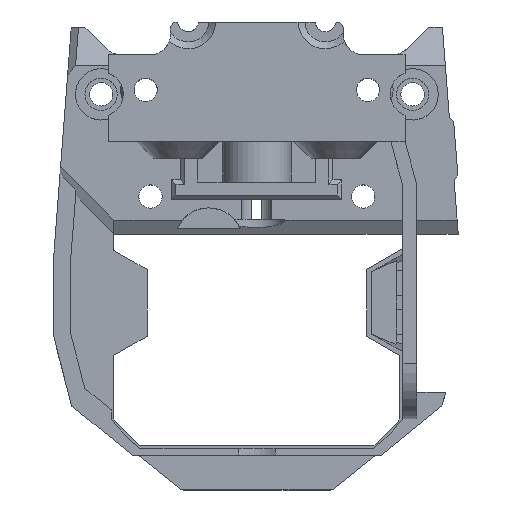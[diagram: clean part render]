
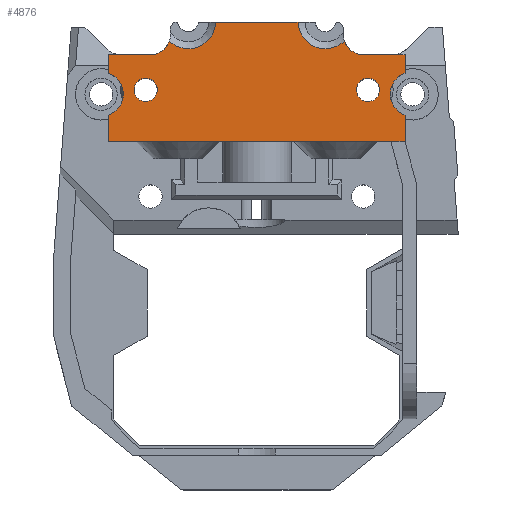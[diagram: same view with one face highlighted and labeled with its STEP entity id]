
A CAD part, top view. The second image highlights one B-rep face of the part: STEP entity #4876.
In plain terms, the highlighted planar face has unit normal (0, 0, 1).
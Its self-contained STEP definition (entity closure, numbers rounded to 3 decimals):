
#21 = CARTESIAN_POINT ( 'NONE',  ( 105.099, -121.805, 153.3 ) ) ;
#48 = DIRECTION ( 'NONE',  ( 0., 0., -1. ) ) ;
#72 = CARTESIAN_POINT ( 'NONE',  ( 148.299, -126.605, 153.3 ) ) ;
#77 = CIRCLE ( 'NONE', #3749, 3. ) ;
#181 = VECTOR ( 'NONE', #5581, 1000. ) ;
#321 = EDGE_CURVE ( 'NONE', #2415, #2415, #6213, .T. ) ;
#397 = VECTOR ( 'NONE', #2590, 1000. ) ;
#476 = CARTESIAN_POINT ( 'NONE',  ( 113.932, -124.593, 153.3 ) ) ;
#601 = ORIENTED_EDGE ( 'NONE', *, *, #1545, .T. ) ;
#634 = AXIS2_PLACEMENT_3D ( 'NONE', #5633, #9458, #7865 ) ;
#642 = VERTEX_POINT ( 'NONE', #72 ) ;
#702 = DIRECTION ( 'NONE',  ( 0., 1., 0. ) ) ;
#748 = FACE_OUTER_BOUND ( 'NONE', #2798, .T. ) ;
#763 = EDGE_CURVE ( 'NONE', #877, #5008, #3507, .T. ) ;
#877 = VERTEX_POINT ( 'NONE', #476 ) ;
#1012 = EDGE_CURVE ( 'NONE', #5323, #5323, #6220, .T. ) ;
#1089 = VERTEX_POINT ( 'NONE', #4063 ) ;
#1105 = LINE ( 'NONE', #2922, #6228 ) ;
#1308 = EDGE_CURVE ( 'NONE', #6879, #2512, #2235, .T. ) ;
#1316 = CARTESIAN_POINT ( 'NONE',  ( 139.467, -124.593, 153.3 ) ) ;
#1338 = VECTOR ( 'NONE', #7568, 1000. ) ;
#1545 = EDGE_CURVE ( 'NONE', #642, #6879, #1105, .T. ) ;
#1553 = DIRECTION ( 'NONE',  ( 1., 0., 0. ) ) ;
#1717 = DIRECTION ( 'NONE',  ( 1., 0., 0. ) ) ;
#1800 = DIRECTION ( 'NONE',  ( 0., 0., -1. ) ) ;
#1845 = CIRCLE ( 'NONE', #4869, 3.25 ) ;
#1890 = ORIENTED_EDGE ( 'NONE', *, *, #763, .F. ) ;
#1913 = ORIENTED_EDGE ( 'NONE', *, *, #1308, .T. ) ;
#2029 = EDGE_LOOP ( 'NONE', ( #7074 ) ) ;
#2085 = CARTESIAN_POINT ( 'NONE',  ( 105.099, -192.144, 153.3 ) ) ;
#2235 = CIRCLE ( 'NONE', #7492, 3. ) ;
#2339 = ORIENTED_EDGE ( 'NONE', *, *, #6633, .F. ) ;
#2355 = CARTESIAN_POINT ( 'NONE',  ( 105.099, -126.605, 153.3 ) ) ;
#2399 = ORIENTED_EDGE ( 'NONE', *, *, #5389, .F. ) ;
#2415 = VERTEX_POINT ( 'NONE', #7697 ) ;
#2459 = VERTEX_POINT ( 'NONE', #3462 ) ;
#2512 = VERTEX_POINT ( 'NONE', #1316 ) ;
#2590 = DIRECTION ( 'NONE',  ( 0., 1., 0. ) ) ;
#2712 = CARTESIAN_POINT ( 'NONE',  ( 105.099, -129.247, 153.3 ) ) ;
#2736 = DIRECTION ( 'NONE',  ( 1., 0., 0. ) ) ;
#2746 = DIRECTION ( 'NONE',  ( 0., 0., 1. ) ) ;
#2753 = CIRCLE ( 'NONE', #9437, 4. ) ;
#2798 = EDGE_LOOP ( 'NONE', ( #3283, #4373, #1890, #6662, #6503, #2893, #9027, #7969, #2339, #7141, #2399, #5804, #601, #1913 ) ) ;
#2893 = ORIENTED_EDGE ( 'NONE', *, *, #4482, .F. ) ;
#2922 = CARTESIAN_POINT ( 'NONE',  ( 142.299, -126.605, 153.3 ) ) ;
#2952 = EDGE_LOOP ( 'NONE', ( #3347 ) ) ;
#2975 = EDGE_CURVE ( 'NONE', #6506, #2459, #7911, .T. ) ;
#2976 = VERTEX_POINT ( 'NONE', #8619 ) ;
#3283 = ORIENTED_EDGE ( 'NONE', *, *, #5034, .T. ) ;
#3347 = ORIENTED_EDGE ( 'NONE', *, *, #1012, .F. ) ;
#3354 = CARTESIAN_POINT ( 'NONE',  ( 148.299, -129.247, 153.3 ) ) ;
#3462 = CARTESIAN_POINT ( 'NONE',  ( 111.099, -126.605, 153.3 ) ) ;
#3507 = CIRCLE ( 'NONE', #4781, 4. ) ;
#3572 = EDGE_CURVE ( 'NONE', #5211, #642, #5653, .T. ) ;
#3749 = AXIS2_PLACEMENT_3D ( 'NONE', #9562, #2746, #8837 ) ;
#3755 = CARTESIAN_POINT ( 'NONE',  ( 103.999, -132.305, 153.3 ) ) ;
#3783 = CARTESIAN_POINT ( 'NONE',  ( 105.099, -139.205, 153.3 ) ) ;
#3992 = DIRECTION ( 'NONE',  ( 1., 0., 0. ) ) ;
#4063 = CARTESIAN_POINT ( 'NONE',  ( 148.299, -135.363, 153.3 ) ) ;
#4076 = DIRECTION ( 'NONE',  ( 0., 0., 1. ) ) ;
#4373 = ORIENTED_EDGE ( 'NONE', *, *, #7382, .F. ) ;
#4397 = PLANE ( 'NONE',  #9119 ) ;
#4482 = EDGE_CURVE ( 'NONE', #5846, #6506, #8298, .T. ) ;
#4518 = DIRECTION ( 'NONE',  ( 0., 1., 0. ) ) ;
#4613 = AXIS2_PLACEMENT_3D ( 'NONE', #7005, #4699, #1717 ) ;
#4699 = DIRECTION ( 'NONE',  ( 0., 0., 1. ) ) ;
#4781 = AXIS2_PLACEMENT_3D ( 'NONE', #8612, #4076, #9492 ) ;
#4817 = VECTOR ( 'NONE', #4518, 1000. ) ;
#4827 = VECTOR ( 'NONE', #7779, 1000. ) ;
#4840 = CARTESIAN_POINT ( 'NONE',  ( 105.099, -135.363, 153.3 ) ) ;
#4869 = AXIS2_PLACEMENT_3D ( 'NONE', #3755, #9093, #5313 ) ;
#4876 = ADVANCED_FACE ( 'NONE', ( #748, #8933, #8319 ), #4397, .T. ) ;
#4943 = DIRECTION ( 'NONE',  ( -1., 0., 0. ) ) ;
#5007 = VECTOR ( 'NONE', #6743, 1000. ) ;
#5008 = VERTEX_POINT ( 'NONE', #7822 ) ;
#5021 = CARTESIAN_POINT ( 'NONE',  ( 142.299, -126.605, 153.3 ) ) ;
#5034 = EDGE_CURVE ( 'NONE', #2512, #7948, #2753, .T. ) ;
#5095 = CARTESIAN_POINT ( 'NONE',  ( 105.099, -192.144, 153.3 ) ) ;
#5211 = VERTEX_POINT ( 'NONE', #3354 ) ;
#5313 = DIRECTION ( 'NONE',  ( 1., 0., 0. ) ) ;
#5323 = VERTEX_POINT ( 'NONE', #6970 ) ;
#5389 = EDGE_CURVE ( 'NONE', #5211, #1089, #9279, .T. ) ;
#5581 = DIRECTION ( 'NONE',  ( 1., 0., 0. ) ) ;
#5633 = CARTESIAN_POINT ( 'NONE',  ( 142.899, -131.705, 153.3 ) ) ;
#5653 = LINE ( 'NONE', #6308, #4827 ) ;
#5804 = ORIENTED_EDGE ( 'NONE', *, *, #3572, .T. ) ;
#5846 = VERTEX_POINT ( 'NONE', #2712 ) ;
#6054 = EDGE_CURVE ( 'NONE', #2976, #6908, #6392, .T. ) ;
#6213 = CIRCLE ( 'NONE', #634, 1.7 ) ;
#6220 = CIRCLE ( 'NONE', #4613, 1.7 ) ;
#6228 = VECTOR ( 'NONE', #4943, 1000. ) ;
#6308 = CARTESIAN_POINT ( 'NONE',  ( 148.299, -192.144, 153.3 ) ) ;
#6378 = EDGE_CURVE ( 'NONE', #6908, #5846, #1845, .T. ) ;
#6392 = LINE ( 'NONE', #8626, #397 ) ;
#6503 = ORIENTED_EDGE ( 'NONE', *, *, #2975, .F. ) ;
#6506 = VERTEX_POINT ( 'NONE', #2355 ) ;
#6572 = EDGE_CURVE ( 'NONE', #2459, #877, #77, .T. ) ;
#6607 = DIRECTION ( 'NONE',  ( 0., 0., 1. ) ) ;
#6633 = EDGE_CURVE ( 'NONE', #9660, #2976, #9835, .T. ) ;
#6662 = ORIENTED_EDGE ( 'NONE', *, *, #6572, .F. ) ;
#6665 = CARTESIAN_POINT ( 'NONE',  ( 132.701, -121.805, 153.3 ) ) ;
#6667 = EDGE_CURVE ( 'NONE', #9660, #1089, #7448, .T. ) ;
#6743 = DIRECTION ( 'NONE',  ( 1., 0., 0. ) ) ;
#6872 = LINE ( 'NONE', #21, #5007 ) ;
#6879 = VERTEX_POINT ( 'NONE', #5021 ) ;
#6908 = VERTEX_POINT ( 'NONE', #4840 ) ;
#6970 = CARTESIAN_POINT ( 'NONE',  ( 112.199, -131.705, 153.3 ) ) ;
#7005 = CARTESIAN_POINT ( 'NONE',  ( 110.499, -131.705, 153.3 ) ) ;
#7074 = ORIENTED_EDGE ( 'NONE', *, *, #321, .F. ) ;
#7141 = ORIENTED_EDGE ( 'NONE', *, *, #6667, .T. ) ;
#7382 = EDGE_CURVE ( 'NONE', #5008, #7948, #6872, .T. ) ;
#7448 = LINE ( 'NONE', #8131, #9130 ) ;
#7492 = AXIS2_PLACEMENT_3D ( 'NONE', #9175, #48, #1553 ) ;
#7568 = DIRECTION ( 'NONE',  ( -1., 0., 0. ) ) ;
#7697 = CARTESIAN_POINT ( 'NONE',  ( 144.599, -131.705, 153.3 ) ) ;
#7755 = CARTESIAN_POINT ( 'NONE',  ( 111.099, -126.605, 153.3 ) ) ;
#7770 = CARTESIAN_POINT ( 'NONE',  ( 136.699, -121.705, 153.3 ) ) ;
#7779 = DIRECTION ( 'NONE',  ( 0., 1., 0. ) ) ;
#7822 = CARTESIAN_POINT ( 'NONE',  ( 120.698, -121.805, 153.3 ) ) ;
#7865 = DIRECTION ( 'NONE',  ( 1., 0., 0. ) ) ;
#7911 = LINE ( 'NONE', #7755, #181 ) ;
#7948 = VERTEX_POINT ( 'NONE', #6665 ) ;
#7969 = ORIENTED_EDGE ( 'NONE', *, *, #6054, .F. ) ;
#8011 = AXIS2_PLACEMENT_3D ( 'NONE', #9555, #8684, #2736 ) ;
#8129 = DIRECTION ( 'NONE',  ( 1., 0., 0. ) ) ;
#8131 = CARTESIAN_POINT ( 'NONE',  ( 148.299, -192.144, 153.3 ) ) ;
#8298 = LINE ( 'NONE', #2085, #4817 ) ;
#8319 = FACE_BOUND ( 'NONE', #2952, .T. ) ;
#8612 = CARTESIAN_POINT ( 'NONE',  ( 116.699, -121.705, 153.3 ) ) ;
#8619 = CARTESIAN_POINT ( 'NONE',  ( 105.099, -139.205, 153.3 ) ) ;
#8626 = CARTESIAN_POINT ( 'NONE',  ( 105.099, -192.144, 153.3 ) ) ;
#8675 = CARTESIAN_POINT ( 'NONE',  ( 148.299, -139.205, 153.3 ) ) ;
#8684 = DIRECTION ( 'NONE',  ( 0., 0., 1. ) ) ;
#8837 = DIRECTION ( 'NONE',  ( 1., 0., 0. ) ) ;
#8933 = FACE_BOUND ( 'NONE', #2029, .T. ) ;
#9027 = ORIENTED_EDGE ( 'NONE', *, *, #6378, .F. ) ;
#9093 = DIRECTION ( 'NONE',  ( 0., 0., 1. ) ) ;
#9119 = AXIS2_PLACEMENT_3D ( 'NONE', #5095, #6607, #8129 ) ;
#9130 = VECTOR ( 'NONE', #702, 1000. ) ;
#9175 = CARTESIAN_POINT ( 'NONE',  ( 142.299, -123.605, 153.3 ) ) ;
#9279 = CIRCLE ( 'NONE', #8011, 3.25 ) ;
#9437 = AXIS2_PLACEMENT_3D ( 'NONE', #7770, #1800, #3992 ) ;
#9458 = DIRECTION ( 'NONE',  ( 0., 0., 1. ) ) ;
#9492 = DIRECTION ( 'NONE',  ( 1., 0., 0. ) ) ;
#9555 = CARTESIAN_POINT ( 'NONE',  ( 149.399, -132.305, 153.3 ) ) ;
#9562 = CARTESIAN_POINT ( 'NONE',  ( 111.099, -123.605, 153.3 ) ) ;
#9660 = VERTEX_POINT ( 'NONE', #8675 ) ;
#9835 = LINE ( 'NONE', #3783, #1338 ) ;
